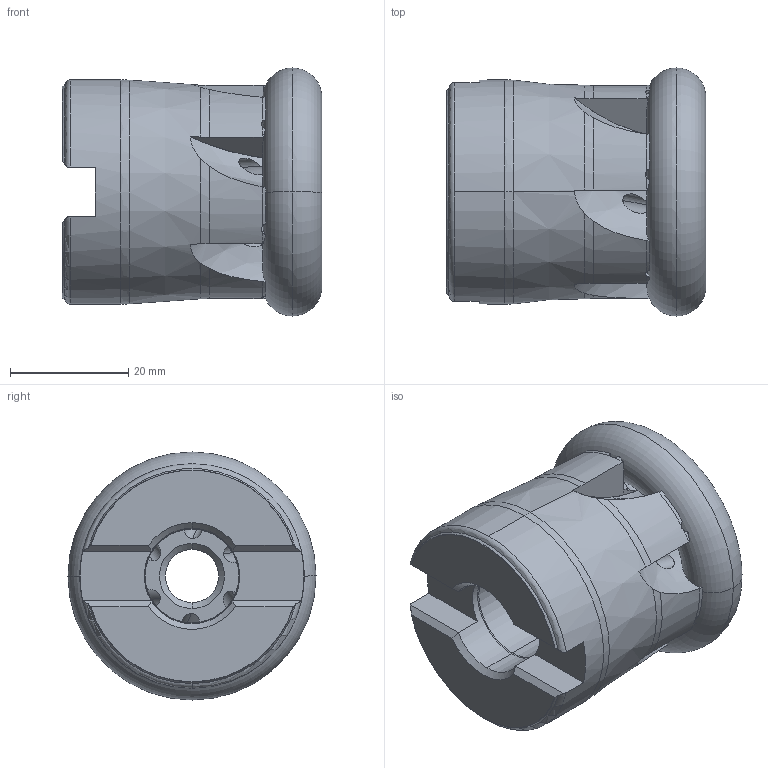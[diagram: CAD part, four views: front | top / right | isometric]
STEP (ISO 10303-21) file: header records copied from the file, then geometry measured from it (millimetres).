
FILE_DESCRIPTION (( 'STEP AP214' ), '1' );
FILE_NAME ('KAF-042-510-6.STEP', '2012-11-19T15:25:13', ( '' ), ( '' ), 'SwSTEP 2.0', 'SolidWorks 2012', '' );
FILE_SCHEMA (( 'AUTOMOTIVE_DESIGN' ));
Length unit declared in the file: millimetre
Products named in the file (1): KAF-042-510-6
Bounding box: 43.99 x 42 x 42 mm (x, y, z)
Volume: 37426.3 mm3; surface area: 11114.3 mm2
Topology: 1 solids, 1 shells, 185 faces, 586 edges, 381 vertices
Faces by surface type: plane 74, cylinder 41, torus 36, cone 22, bspline 12
Entity records: 7978 total; most frequent: CARTESIAN_POINT 3070, ORIENTED_EDGE 1172, DIRECTION 848, EDGE_CURVE 586, VERTEX_POINT 381, AXIS2_PLACEMENT_3D 333, B_SPLINE_CURVE_WITH_KNOTS 223, EDGE_LOOP 201
